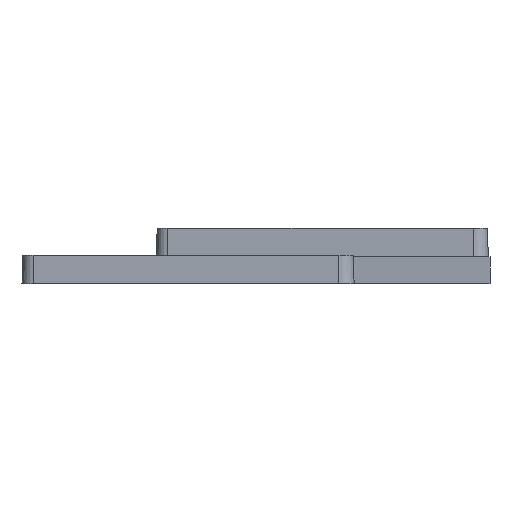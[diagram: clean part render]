
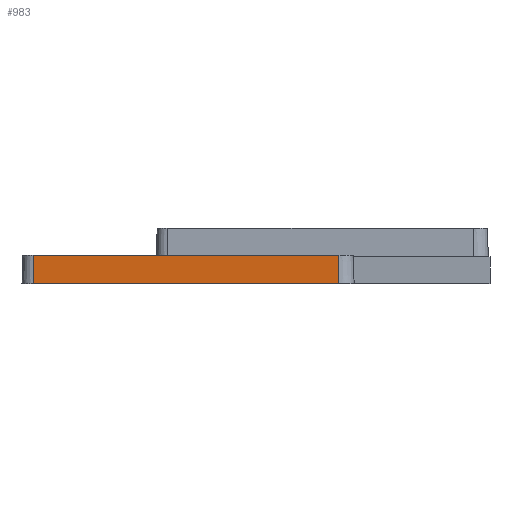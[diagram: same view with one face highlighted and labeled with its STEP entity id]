
A CAD part, left-side view. The second image highlights one B-rep face of the part: STEP entity #983.
In plain terms, the highlighted planar face has unit normal (-0.99, 0.139, 0.035).
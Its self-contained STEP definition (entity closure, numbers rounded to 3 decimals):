
#983 = ADVANCED_FACE( '', ( #1282 ), #1283, .T. );
#1282 = FACE_OUTER_BOUND( '', #1731, .T. );
#1283 = PLANE( '', #1732 );
#1731 = EDGE_LOOP( '', ( #2573, #2574, #2575, #2576 ) );
#1732 = AXIS2_PLACEMENT_3D( '', #2577, #2578, #2579 );
#2573 = ORIENTED_EDGE( '', *, *, #4126, .T. );
#2574 = ORIENTED_EDGE( '', *, *, #4073, .T. );
#2575 = ORIENTED_EDGE( '', *, *, #4091, .T. );
#2576 = ORIENTED_EDGE( '', *, *, #4166, .F. );
#2577 = CARTESIAN_POINT( '', ( -14.489, 2.036, 0. ) );
#2578 = DIRECTION( '', ( -0.99, 0.139, 0.035 ) );
#2579 = DIRECTION( '', ( -0.139, -0.99, 0. ) );
#4073 = EDGE_CURVE( '', #4649, #4651, #4653, .T. );
#4091 = EDGE_CURVE( '', #4651, #4686, #4688, .F. );
#4126 = EDGE_CURVE( '', #4754, #4649, #4755, .F. );
#4166 = EDGE_CURVE( '', #4754, #4686, #4816, .T. );
#4649 = VERTEX_POINT( '', #5579 );
#4651 = VERTEX_POINT( '', #5581 );
#4653 = LINE( '', #5583, #5584 );
#4686 = VERTEX_POINT( '', #5625 );
#4688 = LINE( '', #5627, #5628 );
#4754 = VERTEX_POINT( '', #5710 );
#4755 = LINE( '', #5711, #5712 );
#4816 = LINE( '', #5801, #5802 );
#5579 = CARTESIAN_POINT( '', ( -8.582, 43.008, 4.2 ) );
#5581 = CARTESIAN_POINT( '', ( -8.728, 43.028, 0. ) );
#5583 = CARTESIAN_POINT( '', ( -8.728, 43.028, 0. ) );
#5584 = VECTOR( '', #7567, 1000. );
#5625 = CARTESIAN_POINT( '', ( -15.122, -2.472, 0. ) );
#5627 = CARTESIAN_POINT( '', ( -14.489, 2.036, 0. ) );
#5628 = VECTOR( '', #7603, 1000. );
#5710 = CARTESIAN_POINT( '', ( -14.977, -2.492, 4.2 ) );
#5711 = CARTESIAN_POINT( '', ( -14.111, 3.67, 4.2 ) );
#5712 = VECTOR( '', #7674, 1000. );
#5801 = CARTESIAN_POINT( '', ( -15.122, -2.472, 0. ) );
#5802 = VECTOR( '', #7736, 1000. );
#7567 = DIRECTION( '', ( -0.035, 0.005, -0.999 ) );
#7603 = DIRECTION( '', ( 0.139, 0.99, 0. ) );
#7674 = DIRECTION( '', ( -0.139, -0.99, 0. ) );
#7736 = DIRECTION( '', ( -0.035, 0.005, -0.999 ) );
